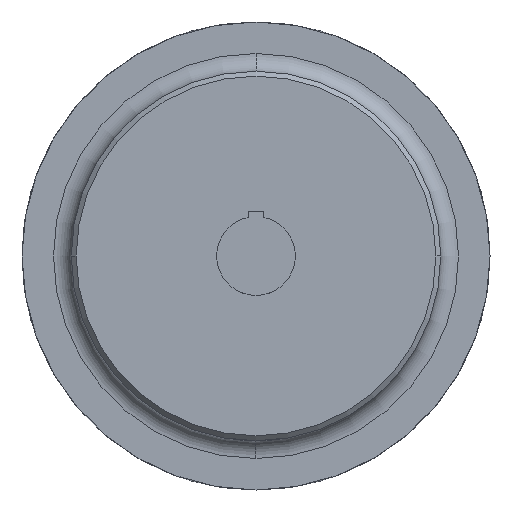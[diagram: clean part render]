
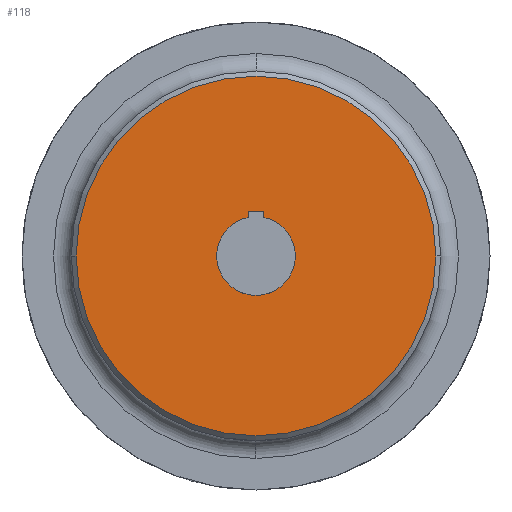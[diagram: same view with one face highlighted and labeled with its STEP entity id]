
A CAD part, left-side view. The second image highlights one B-rep face of the part: STEP entity #118.
In plain terms, the highlighted planar face has unit normal (-1, 0, 0).
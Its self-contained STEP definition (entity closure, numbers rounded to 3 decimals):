
#118=ADVANCED_FACE('',(#227,#228),#229,.T.);
#227=FACE_BOUND('',#382,.T.);
#228=FACE_OUTER_BOUND('',#383,.T.);
#229=PLANE('',#384);
#382=EDGE_LOOP('',(#757,#758,#759,#760,#761));
#383=EDGE_LOOP('',(#762,#763));
#384=AXIS2_PLACEMENT_3D('',#764,#765,#766);
#757=ORIENTED_EDGE('',*,*,#1200,.T.);
#758=ORIENTED_EDGE('',*,*,#1203,.T.);
#759=ORIENTED_EDGE('',*,*,#1184,.T.);
#760=ORIENTED_EDGE('',*,*,#1194,.T.);
#761=ORIENTED_EDGE('',*,*,#1197,.T.);
#762=ORIENTED_EDGE('',*,*,#1175,.F.);
#763=ORIENTED_EDGE('',*,*,#1207,.F.);
#764=CARTESIAN_POINT('',(-63.0,18.25,0.0));
#765=DIRECTION('',(-1.0,0.0,0.0));
#766=DIRECTION('',(0.0,-1.0,0.0));
#1175=EDGE_CURVE('',#1439,#1442,#1443,.T.);
#1184=EDGE_CURVE('',#1458,#1456,#1459,.T.);
#1194=EDGE_CURVE('',#1456,#1474,#1475,.T.);
#1197=EDGE_CURVE('',#1474,#1479,#1480,.T.);
#1200=EDGE_CURVE('',#1479,#1484,#1485,.T.);
#1203=EDGE_CURVE('',#1484,#1458,#1489,.T.);
#1207=EDGE_CURVE('',#1442,#1439,#1493,.T.);
#1439=VERTEX_POINT('',#2099);
#1442=VERTEX_POINT('',#2103);
#1443=CIRCLE('',#2104,36.5);
#1456=VERTEX_POINT('',#2121);
#1458=VERTEX_POINT('',#2124);
#1459=CIRCLE('',#2125,8.0);
#1474=VERTEX_POINT('',#2277);
#1475=LINE('',#2278,#2279);
#1479=VERTEX_POINT('',#2285);
#1480=LINE('',#2286,#2287);
#1484=VERTEX_POINT('',#2293);
#1485=LINE('',#2294,#2295);
#1489=CIRCLE('',#2301,8.0);
#1493=CIRCLE('',#2305,36.5);
#2099=CARTESIAN_POINT('',(-63.0,36.5,0.0));
#2103=CARTESIAN_POINT('',(-63.0,-36.5,0.));
#2104=AXIS2_PLACEMENT_3D('',#2935,#2936,#2937);
#2121=CARTESIAN_POINT('',(-63.0,1.6,7.838));
#2124=CARTESIAN_POINT('',(-63.0,0.,-8.0));
#2125=AXIS2_PLACEMENT_3D('',#2952,#2953,#2954);
#2277=CARTESIAN_POINT('',(-63.0,1.6,9.12));
#2278=CARTESIAN_POINT('',(-63.0,1.6,2.28));
#2279=VECTOR('',#2958,1.0);
#2285=CARTESIAN_POINT('',(-63.0,-1.6,9.12));
#2286=CARTESIAN_POINT('',(-63.0,9.125,9.12));
#2287=VECTOR('',#2961,1.0);
#2293=CARTESIAN_POINT('',(-63.0,-1.6,7.838));
#2294=CARTESIAN_POINT('',(-63.0,-1.6,2.28));
#2295=VECTOR('',#2964,1.0);
#2301=AXIS2_PLACEMENT_3D('',#2967,#2968,#2969);
#2305=AXIS2_PLACEMENT_3D('',#2979,#2980,#2981);
#2935=CARTESIAN_POINT('',(-63.0,0.0,0.0));
#2936=DIRECTION('',(1.0,0.0,0.0));
#2937=DIRECTION('',(0.0,1.0,0.0));
#2952=CARTESIAN_POINT('',(-63.0,0.0,0.0));
#2953=DIRECTION('',(1.0,0.0,0.0));
#2954=DIRECTION('',(0.0,0.0,-1.0));
#2958=DIRECTION('',(0.0,-0.0,1.0));
#2961=DIRECTION('',(0.0,-1.0,0.0));
#2964=DIRECTION('',(0.0,0.0,-1.0));
#2967=CARTESIAN_POINT('',(-63.0,0.0,0.0));
#2968=DIRECTION('',(1.0,0.0,0.0));
#2969=DIRECTION('',(0.0,0.0,-1.0));
#2979=CARTESIAN_POINT('',(-63.0,0.0,0.0));
#2980=DIRECTION('',(1.0,0.0,0.0));
#2981=DIRECTION('',(0.0,1.0,0.0));
